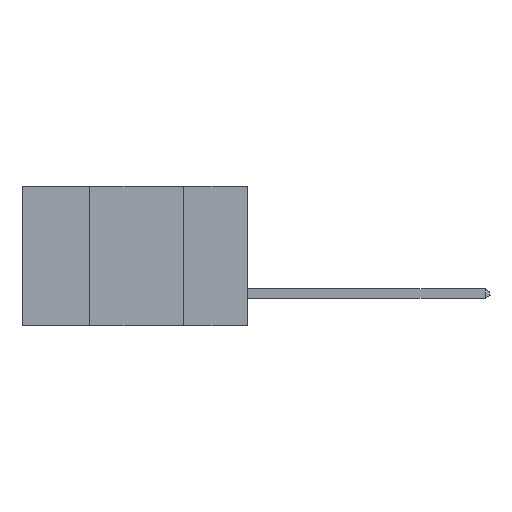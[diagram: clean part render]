
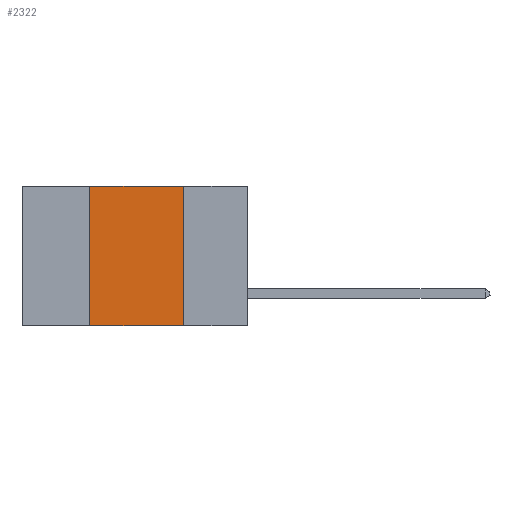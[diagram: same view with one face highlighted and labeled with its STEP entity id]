
A CAD part, left-side view. The second image highlights one B-rep face of the part: STEP entity #2322.
In plain terms, the highlighted planar face has unit normal (-1, 0, 0).
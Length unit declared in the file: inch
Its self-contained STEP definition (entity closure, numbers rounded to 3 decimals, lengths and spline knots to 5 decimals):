
#295 = VECTOR ( 'NONE', #452, 39.37008 ) ;
#452 = DIRECTION ( 'NONE',  ( 0., 0., -1. ) ) ;
#474 = VECTOR ( 'NONE', #788, 39.37008 ) ;
#788 = DIRECTION ( 'NONE',  ( 0., 0., 1. ) ) ;
#976 = LINE ( 'NONE', #14975, #16243 ) ;
#1255 = DIRECTION ( 'NONE',  ( 0., 0., -1. ) ) ;
#1358 = AXIS2_PLACEMENT_3D ( 'NONE', #7651, #13969, #1255 ) ;
#1425 = FACE_OUTER_BOUND ( 'NONE', #2217, .T. ) ;
#1582 = VECTOR ( 'NONE', #7814, 39.37008 ) ;
#1593 = VERTEX_POINT ( 'NONE', #4685 ) ;
#1877 = CARTESIAN_POINT ( 'NONE',  ( 0., 0.42, 0. ) ) ;
#2037 = VERTEX_POINT ( 'NONE', #11794 ) ;
#2217 = EDGE_LOOP ( 'NONE', ( #13884, #3929, #12602, #3402 ) ) ;
#2322 = ADVANCED_FACE ( 'NONE', ( #1425 ), #16602, .F. ) ;
#3402 = ORIENTED_EDGE ( 'NONE', *, *, #12510, .T. ) ;
#3929 = ORIENTED_EDGE ( 'NONE', *, *, #7831, .F. ) ;
#4685 = CARTESIAN_POINT ( 'NONE',  ( 0., 0.17, 0. ) ) ;
#5687 = EDGE_CURVE ( 'NONE', #6724, #10925, #7297, .T. ) ;
#6724 = VERTEX_POINT ( 'NONE', #7537 ) ;
#7297 = LINE ( 'NONE', #7432, #474 ) ;
#7432 = CARTESIAN_POINT ( 'NONE',  ( 0., 0.42, 0. ) ) ;
#7537 = CARTESIAN_POINT ( 'NONE',  ( 0., 0.42, -0.37 ) ) ;
#7651 = CARTESIAN_POINT ( 'NONE',  ( 0., 0.6, 0. ) ) ;
#7814 = DIRECTION ( 'NONE',  ( 0., -1., 0. ) ) ;
#7831 = EDGE_CURVE ( 'NONE', #10925, #1593, #976, .T. ) ;
#8126 = CARTESIAN_POINT ( 'NONE',  ( 0., 0.17, 0. ) ) ;
#10925 = VERTEX_POINT ( 'NONE', #1877 ) ;
#11685 = CARTESIAN_POINT ( 'NONE',  ( 0., 0.6, -0.37 ) ) ;
#11794 = CARTESIAN_POINT ( 'NONE',  ( 0., 0.17, -0.37 ) ) ;
#12004 = LINE ( 'NONE', #11685, #1582 ) ;
#12510 = EDGE_CURVE ( 'NONE', #6724, #2037, #12004, .T. ) ;
#12602 = ORIENTED_EDGE ( 'NONE', *, *, #5687, .F. ) ;
#13884 = ORIENTED_EDGE ( 'NONE', *, *, #15342, .F. ) ;
#13969 = DIRECTION ( 'NONE',  ( 1., 0., 0. ) ) ;
#14734 = LINE ( 'NONE', #8126, #295 ) ;
#14975 = CARTESIAN_POINT ( 'NONE',  ( 0., 0.6, 0. ) ) ;
#15342 = EDGE_CURVE ( 'NONE', #1593, #2037, #14734, .T. ) ;
#16243 = VECTOR ( 'NONE', #16323, 39.37008 ) ;
#16323 = DIRECTION ( 'NONE',  ( 0., -1., 0. ) ) ;
#16602 = PLANE ( 'NONE',  #1358 ) ;
